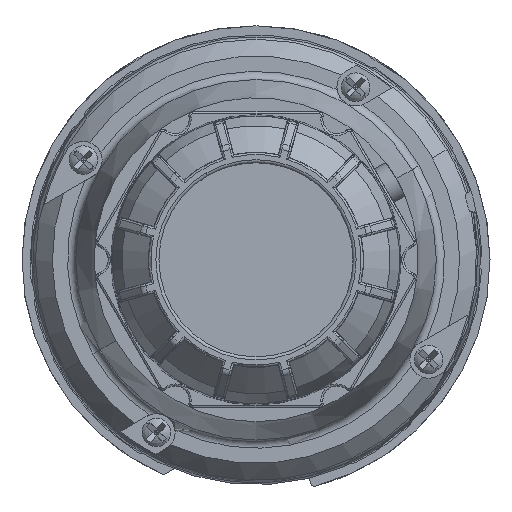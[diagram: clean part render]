
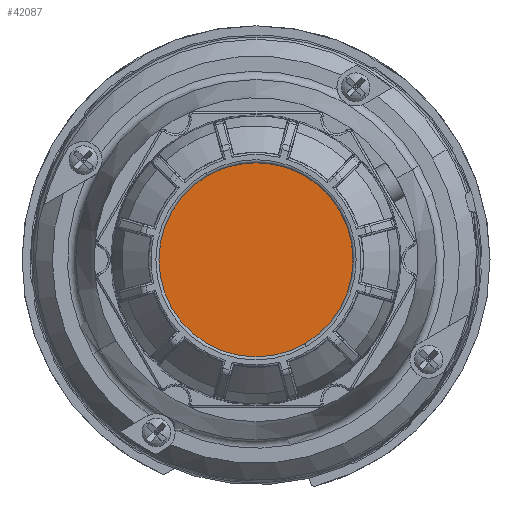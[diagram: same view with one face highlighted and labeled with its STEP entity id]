
A CAD part, left-side view. The second image highlights one B-rep face of the part: STEP entity #42087.
In plain terms, the highlighted planar face has unit normal (-1, 0, 0).
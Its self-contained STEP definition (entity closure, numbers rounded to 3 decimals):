
#29093=CARTESIAN_POINT('',(-278.924,0.,
0.));
#29094=DIRECTION('',(1.,0.,0.));
#29095=DIRECTION('',(0.,0.5,0.866));
#29096=AXIS2_PLACEMENT_3D('',#29093,#29094,#29095);
#29471=CARTESIAN_POINT('',(-278.924,0.,
0.));
#29472=DIRECTION('',(1.,0.,0.));
#29473=DIRECTION('',(0.,-0.5,-0.866));
#29474=AXIS2_PLACEMENT_3D('',#29471,#29472,#29473);
#33851=CARTESIAN_POINT('',(-278.924,11.925,
20.655));
#33852=CARTESIAN_POINT('',(-278.924,-11.925,
-20.655));
#33853=VERTEX_POINT('',#33851);
#33854=VERTEX_POINT('',#33852);
#42078=CARTESIAN_POINT('',(-278.924,0.,
0.));
#42079=DIRECTION('',(1.,0.,0.));
#42080=DIRECTION('',(0.,0.5,0.866));
#42081=AXIS2_PLACEMENT_3D('',#42078,#42079,#42080);
#42082=PLANE('',#42081);
#42083=ORIENTED_EDGE('',*,*,#34685,.T.);
#42084=ORIENTED_EDGE('',*,*,#35048,.T.);
#42085=EDGE_LOOP('',(#42083,#42084));
#42086=FACE_OUTER_BOUND('',#42085,.F.);
#29097=CIRCLE('',#29096,23.85);
#29475=CIRCLE('',#29474,23.85);
#34685=EDGE_CURVE('',#33853,#33854,#29097,.T.);
#35048=EDGE_CURVE('',#33854,#33853,#29475,.T.);
#42087=ADVANCED_FACE('',(#42086),#42082,.F.);
